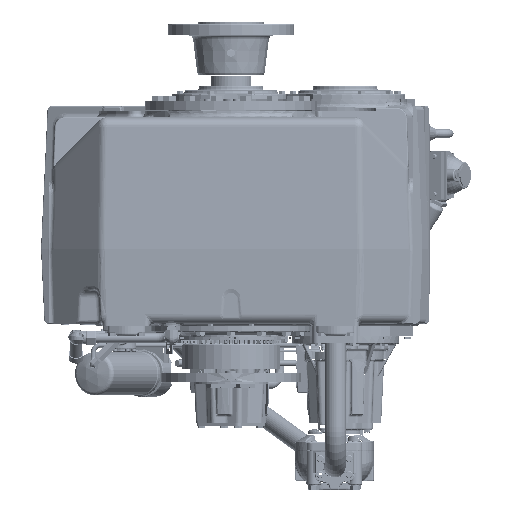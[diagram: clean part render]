
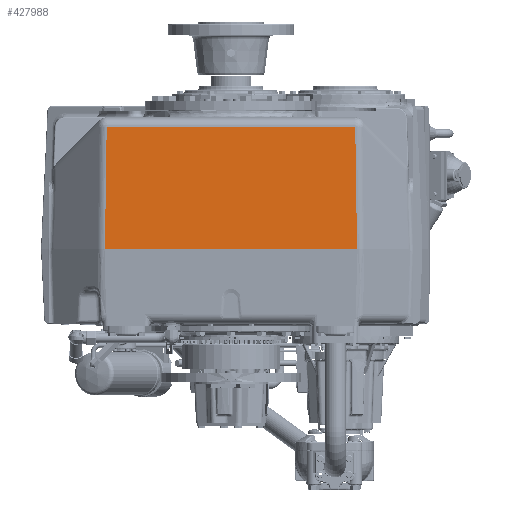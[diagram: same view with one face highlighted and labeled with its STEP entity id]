
A CAD part, front view. The second image highlights one B-rep face of the part: STEP entity #427988.
In plain terms, the highlighted planar face has unit normal (0, -0.999, 0.035).
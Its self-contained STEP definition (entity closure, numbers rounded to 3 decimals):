
#20450 = VECTOR ( 'NONE', #250604, 1000. ) ;
#23585 = LINE ( 'NONE', #351616, #208892 ) ;
#41023 = ORIENTED_EDGE ( 'NONE', *, *, #241778, .T. ) ;
#45519 = VERTEX_POINT ( 'NONE', #416062 ) ;
#47099 = CARTESIAN_POINT ( 'NONE',  ( -338.825, -360., 0. ) ) ;
#52329 = CARTESIAN_POINT ( 'NONE',  ( 156.127, -342.347, 505.511 ) ) ;
#54748 = VECTOR ( 'NONE', #423994, 1000. ) ;
#72346 = AXIS2_PLACEMENT_3D ( 'NONE', #347882, #139337, #382940 ) ;
#112966 = LINE ( 'NONE', #284070, #20450 ) ;
#135685 = VECTOR ( 'NONE', #192435, 1000. ) ;
#139091 = ORIENTED_EDGE ( 'NONE', *, *, #391282, .T. ) ;
#139337 = DIRECTION ( 'NONE',  ( 0., -0.999, 0.035 ) ) ;
#149920 = CARTESIAN_POINT ( 'NONE',  ( -350., -360., 0. ) ) ;
#158393 = VECTOR ( 'NONE', #404517, 1000. ) ;
#171571 = VERTEX_POINT ( 'NONE', #47099 ) ;
#174468 = CARTESIAN_POINT ( 'NONE',  ( 334.085, -348.562, 327.553 ) ) ;
#184211 = VECTOR ( 'NONE', #224537, 1000. ) ;
#192435 = DIRECTION ( 'NONE',  ( -0.707, 0.025, 0.707 ) ) ;
#208892 = VECTOR ( 'NONE', #385161, 1000. ) ;
#224537 = DIRECTION ( 'NONE',  ( 1., 0., 0. ) ) ;
#226555 = EDGE_CURVE ( 'NONE', #171571, #45519, #276677, .T. ) ;
#239178 = LINE ( 'NONE', #52329, #135685 ) ;
#241778 = EDGE_CURVE ( 'NONE', #438773, #271223, #239178, .T. ) ;
#242992 = VERTEX_POINT ( 'NONE', #288410 ) ;
#250604 = DIRECTION ( 'NONE',  ( -0.707, -0.025, -0.707 ) ) ;
#250920 = LINE ( 'NONE', #329915, #158393 ) ;
#250929 = LINE ( 'NONE', #320396, #54748 ) ;
#262627 = CARTESIAN_POINT ( 'NONE',  ( -334.085, -348.562, 327.553 ) ) ;
#263566 = VERTEX_POINT ( 'NONE', #262627 ) ;
#271223 = VERTEX_POINT ( 'NONE', #388953 ) ;
#276677 = LINE ( 'NONE', #149920, #184211 ) ;
#281170 = EDGE_CURVE ( 'NONE', #263566, #171571, #250929, .T. ) ;
#284070 = CARTESIAN_POINT ( 'NONE',  ( -505.914, -354.562, 155.724 ) ) ;
#287739 = ORIENTED_EDGE ( 'NONE', *, *, #281170, .T. ) ;
#288410 = CARTESIAN_POINT ( 'NONE',  ( -333.696, -348.548, 327.942 ) ) ;
#290176 = ORIENTED_EDGE ( 'NONE', *, *, #360556, .T. ) ;
#320396 = CARTESIAN_POINT ( 'NONE',  ( -338.825, -360.006, -0.161 ) ) ;
#322329 = FACE_OUTER_BOUND ( 'NONE', #436452, .T. ) ;
#329915 = CARTESIAN_POINT ( 'NONE',  ( -350., -348.548, 327.942 ) ) ;
#347882 = CARTESIAN_POINT ( 'NONE',  ( -350., -360., 0. ) ) ;
#351616 = CARTESIAN_POINT ( 'NONE',  ( 338.679, -359.653, 9.949 ) ) ;
#360556 = EDGE_CURVE ( 'NONE', #242992, #263566, #112966, .T. ) ;
#382940 = DIRECTION ( 'NONE',  ( 0., -0.035, -0.999 ) ) ;
#385161 = DIRECTION ( 'NONE',  ( -0.014, 0.035, 0.999 ) ) ;
#388953 = CARTESIAN_POINT ( 'NONE',  ( 333.696, -348.548, 327.942 ) ) ;
#391282 = EDGE_CURVE ( 'NONE', #45519, #438773, #23585, .T. ) ;
#404517 = DIRECTION ( 'NONE',  ( -1., 0., 0. ) ) ;
#416062 = CARTESIAN_POINT ( 'NONE',  ( 338.825, -360., 0. ) ) ;
#423994 = DIRECTION ( 'NONE',  ( -0.014, -0.035, -0.999 ) ) ;
#426903 = ORIENTED_EDGE ( 'NONE', *, *, #446773, .T. ) ;
#427988 = ADVANCED_FACE ( 'NONE', ( #322329 ), #450044, .T. ) ;
#436452 = EDGE_LOOP ( 'NONE', ( #446653, #139091, #41023, #426903, #290176, #287739 ) ) ;
#438773 = VERTEX_POINT ( 'NONE', #174468 ) ;
#446653 = ORIENTED_EDGE ( 'NONE', *, *, #226555, .T. ) ;
#446773 = EDGE_CURVE ( 'NONE', #271223, #242992, #250920, .T. ) ;
#450044 = PLANE ( 'NONE',  #72346 ) ;
